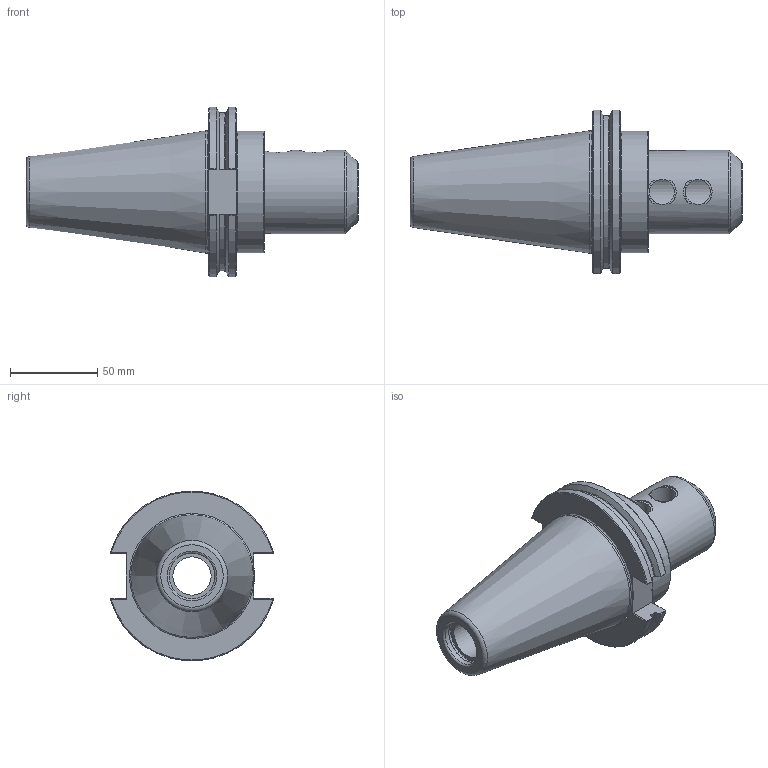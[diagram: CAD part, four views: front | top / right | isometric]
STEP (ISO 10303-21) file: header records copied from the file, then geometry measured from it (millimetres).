
FILE_DESCRIPTION(/* description */ (''),/* implementation_level */ '2;1');
FILE_NAME(/* name */ 'CAT50-EM087-0350.stp',/* time_stamp */ '2019-07-17T11:24:21-05:00',/* author */ ('ldfli'),/* organization */ (''),/* preprocessor_version */ 'ST-DEVELOPER v18',/* originating_system */ 'Autodesk Inventor LT',/* authorisation */ '');
FILE_SCHEMA (('AUTOMOTIVE_DESIGN { 1 0 10303 214 3 1 1 }'));
Length unit declared in the file: millimetre
Products named in the file (1): CAT50-EM087-0350
Bounding box: 190.51 x 93.8 x 97.14 mm (x, y, z)
Volume: 438308.8 mm3; surface area: 59644.4 mm2
Topology: 1 solids, 1 shells, 82 faces, 251 edges, 174 vertices
Faces by surface type: plane 36, cylinder 21, torus 14, cone 11
Full cylindrical faces by diameter (mm): 10 x1, 14.351 x2, 21.971 x1, 22.225 x1, 23.23 x1, 26.2 x1, 26.7 x1, 47.752 x1, 69.849 x1, 70.199 x1
Entity records: 3115 total; most frequent: CARTESIAN_POINT 837, ORIENTED_EDGE 502, DIRECTION 465, EDGE_CURVE 251, AXIS2_PLACEMENT_3D 189, VERTEX_POINT 174, CIRCLE 106, EDGE_LOOP 91
